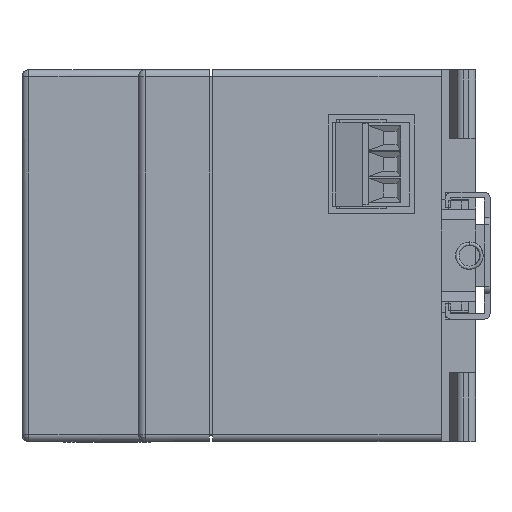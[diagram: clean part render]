
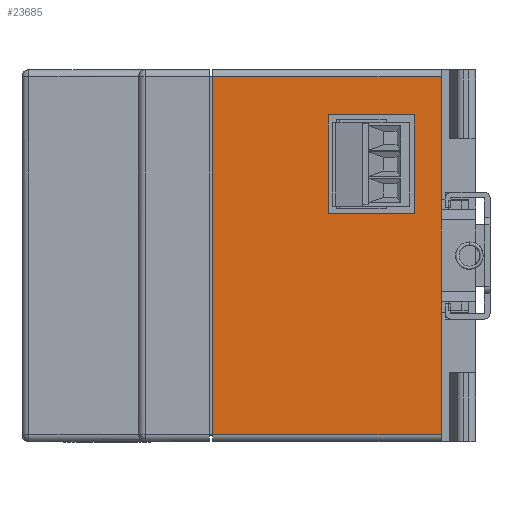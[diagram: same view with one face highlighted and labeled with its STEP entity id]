
A CAD part, left-side view. The second image highlights one B-rep face of the part: STEP entity #23685.
In plain terms, the highlighted planar face has unit normal (-1, 0, 0).
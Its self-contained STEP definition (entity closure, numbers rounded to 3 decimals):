
#1249 = LINE ( 'NONE', #20642, #49062 ) ;
#7104 = CARTESIAN_POINT ( 'NONE',  ( -45., -31.4, -8.2 ) ) ;
#9472 = LINE ( 'NONE', #96650, #72159 ) ;
#12451 = VERTEX_POINT ( 'NONE', #103930 ) ;
#12740 = VECTOR ( 'NONE', #17839, 1000. ) ;
#17839 = DIRECTION ( 'NONE',  ( 0., -1., 0. ) ) ;
#18157 = CARTESIAN_POINT ( 'NONE',  ( -45., -27.5, 20.45 ) ) ;
#19673 = ORIENTED_EDGE ( 'NONE', *, *, #28678, .T. ) ;
#20642 = CARTESIAN_POINT ( 'NONE',  ( -45., -15., -27. ) ) ;
#23685 = ADVANCED_FACE ( 'NONE', ( #79288, #115268 ), #27415, .T. ) ;
#23878 = CARTESIAN_POINT ( 'NONE',  ( -45., -15., 20.45 ) ) ;
#24377 = DIRECTION ( 'NONE',  ( 0., 0., 1. ) ) ;
#24610 = CARTESIAN_POINT ( 'NONE',  ( -45., 1.8, 26. ) ) ;
#26737 = EDGE_CURVE ( 'NONE', #94166, #76899, #75110, .T. ) ;
#27054 = EDGE_CURVE ( 'NONE', #102395, #12451, #64519, .T. ) ;
#27415 = PLANE ( 'NONE',  #51658 ) ;
#28678 = EDGE_CURVE ( 'NONE', #95371, #65718, #64172, .T. ) ;
#30480 = EDGE_LOOP ( 'NONE', ( #19673, #84058, #39767, #72441 ) ) ;
#33287 = LINE ( 'NONE', #122637, #103532 ) ;
#34933 = CARTESIAN_POINT ( 'NONE',  ( -45., 1.8, -26. ) ) ;
#36343 = VECTOR ( 'NONE', #64193, 1000. ) ;
#39541 = ORIENTED_EDGE ( 'NONE', *, *, #45961, .T. ) ;
#39767 = ORIENTED_EDGE ( 'NONE', *, *, #84539, .T. ) ;
#42125 = EDGE_CURVE ( 'NONE', #65718, #47638, #121630, .T. ) ;
#42956 = VERTEX_POINT ( 'NONE', #23878 ) ;
#43409 = CARTESIAN_POINT ( 'NONE',  ( -45., -31.4, 6.7 ) ) ;
#44307 = ORIENTED_EDGE ( 'NONE', *, *, #77917, .F. ) ;
#45961 = EDGE_CURVE ( 'NONE', #94525, #94166, #33287, .T. ) ;
#46873 = VECTOR ( 'NONE', #101385, 1000. ) ;
#47638 = VERTEX_POINT ( 'NONE', #117988 ) ;
#48082 = CARTESIAN_POINT ( 'NONE',  ( -45., -31.4, -5.2 ) ) ;
#49062 = VECTOR ( 'NONE', #80690, 1000. ) ;
#51658 = AXIS2_PLACEMENT_3D ( 'NONE', #106363, #105132, #96282 ) ;
#53817 = CARTESIAN_POINT ( 'NONE',  ( -45., -31.4, -6.7 ) ) ;
#55743 = DIRECTION ( 'NONE',  ( 0., 0., -1. ) ) ;
#56596 = ORIENTED_EDGE ( 'NONE', *, *, #26737, .T. ) ;
#61681 = LINE ( 'NONE', #24610, #36343 ) ;
#62272 = EDGE_CURVE ( 'NONE', #12451, #80353, #99042, .T. ) ;
#64172 = LINE ( 'NONE', #105965, #106111 ) ;
#64193 = DIRECTION ( 'NONE',  ( 0., 1., 0. ) ) ;
#64519 = LINE ( 'NONE', #98262, #71955 ) ;
#64636 = ORIENTED_EDGE ( 'NONE', *, *, #62272, .T. ) ;
#65718 = VERTEX_POINT ( 'NONE', #77857 ) ;
#68485 = ORIENTED_EDGE ( 'NONE', *, *, #27054, .T. ) ;
#71873 = EDGE_CURVE ( 'NONE', #83814, #76899, #120771, .T. ) ;
#71955 = VECTOR ( 'NONE', #89088, 1000. ) ;
#72110 = CARTESIAN_POINT ( 'NONE',  ( -45., 1.8, 6.15 ) ) ;
#72159 = VECTOR ( 'NONE', #117201, 1000. ) ;
#72437 = LINE ( 'NONE', #103458, #12740 ) ;
#72441 = ORIENTED_EDGE ( 'NONE', *, *, #83414, .T. ) ;
#72847 = VECTOR ( 'NONE', #73865, 1000. ) ;
#73865 = DIRECTION ( 'NONE',  ( 0., 0., 1. ) ) ;
#74076 = EDGE_CURVE ( 'NONE', #99821, #94525, #61681, .T. ) ;
#75110 = LINE ( 'NONE', #34933, #100607 ) ;
#76243 = DIRECTION ( 'NONE',  ( 0., 0., -1. ) ) ;
#76795 = DIRECTION ( 'NONE',  ( 0., 0., -1. ) ) ;
#76899 = VERTEX_POINT ( 'NONE', #79180 ) ;
#77857 = CARTESIAN_POINT ( 'NONE',  ( -45., -27.5, 6.15 ) ) ;
#77917 = EDGE_CURVE ( 'NONE', #99821, #80353, #9472, .T. ) ;
#79180 = CARTESIAN_POINT ( 'NONE',  ( -45., -31.4, -26. ) ) ;
#79288 = FACE_OUTER_BOUND ( 'NONE', #92589, .T. ) ;
#80353 = VERTEX_POINT ( 'NONE', #43409 ) ;
#80690 = DIRECTION ( 'NONE',  ( 0., 0., 1. ) ) ;
#83414 = EDGE_CURVE ( 'NONE', #42956, #95371, #72437, .T. ) ;
#83814 = VERTEX_POINT ( 'NONE', #53817 ) ;
#84058 = ORIENTED_EDGE ( 'NONE', *, *, #42125, .T. ) ;
#84256 = ORIENTED_EDGE ( 'NONE', *, *, #71873, .F. ) ;
#84539 = EDGE_CURVE ( 'NONE', #47638, #42956, #1249, .T. ) ;
#85600 = CARTESIAN_POINT ( 'NONE',  ( -45., 1.8, 26. ) ) ;
#89088 = DIRECTION ( 'NONE',  ( 0., 0., 1. ) ) ;
#90386 = ORIENTED_EDGE ( 'NONE', *, *, #74076, .T. ) ;
#92589 = EDGE_LOOP ( 'NONE', ( #90386, #39541, #56596, #84256, #123070, #68485, #64636, #44307 ) ) ;
#92969 = EDGE_CURVE ( 'NONE', #83814, #102395, #107361, .T. ) ;
#93018 = VECTOR ( 'NONE', #24377, 1000. ) ;
#94060 = CARTESIAN_POINT ( 'NONE',  ( -45., -31.4, 26. ) ) ;
#94166 = VERTEX_POINT ( 'NONE', #99453 ) ;
#94525 = VERTEX_POINT ( 'NONE', #85600 ) ;
#95215 = CARTESIAN_POINT ( 'NONE',  ( -45., -31.4, -27. ) ) ;
#95274 = VECTOR ( 'NONE', #76795, 1000. ) ;
#95371 = VERTEX_POINT ( 'NONE', #18157 ) ;
#96282 = DIRECTION ( 'NONE',  ( 0., 0., 1. ) ) ;
#96650 = CARTESIAN_POINT ( 'NONE',  ( -45., -31.4, -27. ) ) ;
#98262 = CARTESIAN_POINT ( 'NONE',  ( -45., -31.4, -27. ) ) ;
#99042 = LINE ( 'NONE', #99962, #93018 ) ;
#99453 = CARTESIAN_POINT ( 'NONE',  ( -45., 1.8, -26. ) ) ;
#99821 = VERTEX_POINT ( 'NONE', #94060 ) ;
#99962 = CARTESIAN_POINT ( 'NONE',  ( -45., -31.4, -27. ) ) ;
#100607 = VECTOR ( 'NONE', #121402, 1000. ) ;
#101385 = DIRECTION ( 'NONE',  ( 0., 1., 0. ) ) ;
#102395 = VERTEX_POINT ( 'NONE', #48082 ) ;
#103458 = CARTESIAN_POINT ( 'NONE',  ( -45., 1.8, 20.45 ) ) ;
#103532 = VECTOR ( 'NONE', #55743, 1000. ) ;
#103930 = CARTESIAN_POINT ( 'NONE',  ( -45., -31.4, 5.2 ) ) ;
#105132 = DIRECTION ( 'NONE',  ( -1., 0., 0. ) ) ;
#105965 = CARTESIAN_POINT ( 'NONE',  ( -45., -27.5, -27. ) ) ;
#106111 = VECTOR ( 'NONE', #76243, 1000. ) ;
#106363 = CARTESIAN_POINT ( 'NONE',  ( -45., 1.8, -27. ) ) ;
#107361 = LINE ( 'NONE', #7104, #72847 ) ;
#115268 = FACE_BOUND ( 'NONE', #30480, .T. ) ;
#117201 = DIRECTION ( 'NONE',  ( 0., 0., -1. ) ) ;
#117988 = CARTESIAN_POINT ( 'NONE',  ( -45., -15., 6.15 ) ) ;
#120771 = LINE ( 'NONE', #95215, #95274 ) ;
#121402 = DIRECTION ( 'NONE',  ( 0., -1., 0. ) ) ;
#121630 = LINE ( 'NONE', #72110, #46873 ) ;
#122637 = CARTESIAN_POINT ( 'NONE',  ( -45., 1.8, -27. ) ) ;
#123070 = ORIENTED_EDGE ( 'NONE', *, *, #92969, .T. ) ;
